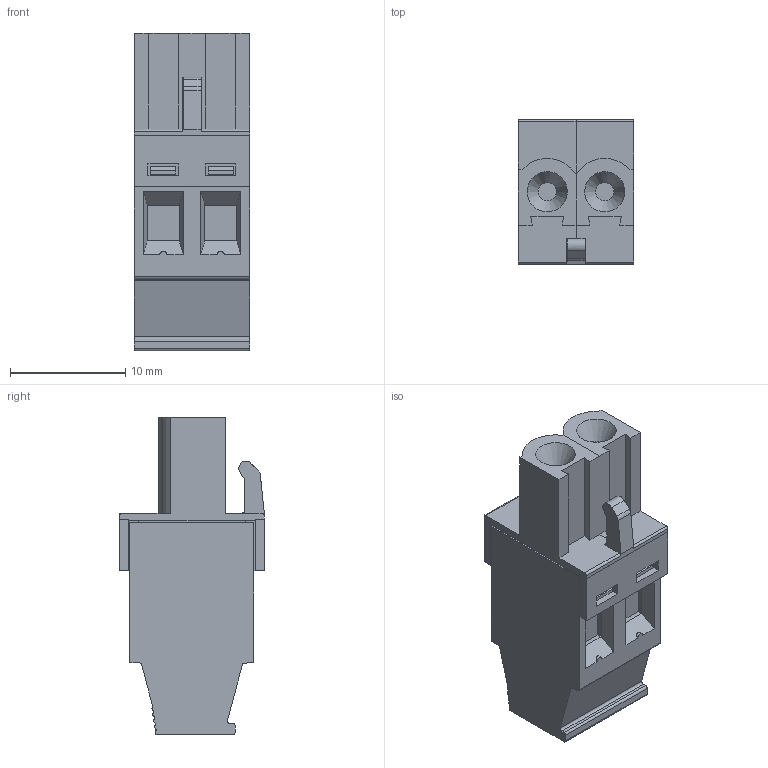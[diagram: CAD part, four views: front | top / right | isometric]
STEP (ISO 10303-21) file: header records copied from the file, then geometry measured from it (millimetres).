
FILE_DESCRIPTION(('STEP AP214'),'1');
FILE_NAME('SV02-5-F.stp','2020-03-24T11:29:02',(' '),(' '),'Spatial InterOp 3D',' ',' ');
FILE_SCHEMA(('AUTOMOTIVE_DESIGN { 1 0 10303 214 1 1 1 1 }'));
Length unit declared in the file: metre
Products named in the file (1): 1
Bounding box: 10 x 12.59 x 27.6 mm (x, y, z)
Volume: 2248.6 mm3; surface area: 1764.2 mm2
Topology: 1 solids, 1 shells, 225 faces, 606 edges, 401 vertices
Faces by surface type: plane 175, cylinder 45, cone 5
Full cylindrical faces by diameter (mm): 1.588 x2, 2.6 x2, 2.829 x2, 3.8 x1, 3.97 x1
Entity records: 8663 total; most frequent: CARTESIAN_POINT 1244, ORIENTED_EDGE 1166, DIRECTION 1122, EDGE_CURVE 583, LINE 470, VECTOR 470, VERTEX_POINT 390, AXIS2_PLACEMENT_3D 326
